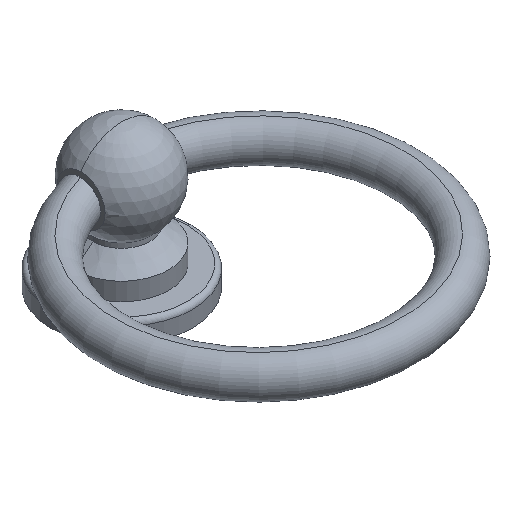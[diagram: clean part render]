
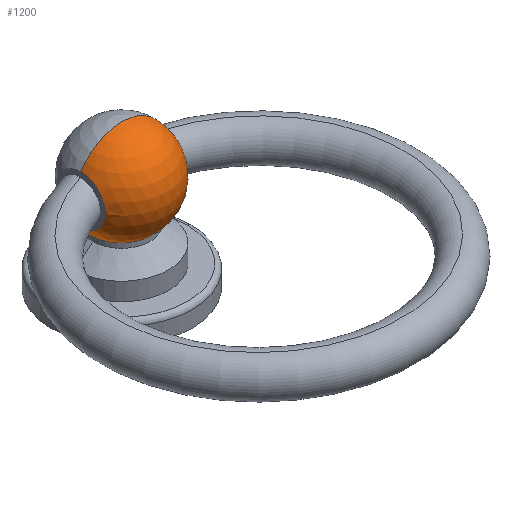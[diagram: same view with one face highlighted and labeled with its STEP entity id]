
A CAD part, isometric view. The second image highlights one B-rep face of the part: STEP entity #1200.
In plain terms, the highlighted spherical face has radius 5 mm.
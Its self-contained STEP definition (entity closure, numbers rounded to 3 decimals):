
#520=CARTESIAN_POINT('',(11.75,35.502,6.3));
#530=VERTEX_POINT('',#520);
#610=CARTESIAN_POINT('',(11.75,29.502,6.3));
#620=VERTEX_POINT('',#610);
#650=CARTESIAN_POINT('',(11.75,32.502,6.3));
#660=DIRECTION('',(0.,0.,-1.));
#670=DIRECTION('',(0.,-1.,0.));
#680=AXIS2_PLACEMENT_3D('',#650,#660,#670);
#690=CIRCLE('',#680,3.);
#700=EDGE_CURVE('',#530,#620,#690,.T.);
#750=CARTESIAN_POINT('',(11.75,32.502,10.3));
#760=DIRECTION('',(0.,0.,-1.));
#770=DIRECTION('',(0.,-1.,0.));
#780=AXIS2_PLACEMENT_3D('',#750,#760,#770);
#790=SPHERICAL_SURFACE('',#780,5.);
#800=CARTESIAN_POINT('',(11.75,32.502,10.3));
#810=DIRECTION('',(-1.,0.,0.));
#820=DIRECTION('',(0.,1.,-0.));
#830=AXIS2_PLACEMENT_3D('',#800,#810,#820);
#840=CIRCLE('',#830,5.);
#850=CARTESIAN_POINT('',(11.75,28.202,
7.749));
#860=VERTEX_POINT('',#850);
#870=EDGE_CURVE('',#620,#860,#840,.T.);
#880=ORIENTED_EDGE('',*,*,#870,.F.);
#890=CARTESIAN_POINT('',(11.75,28.202,10.3));
#900=DIRECTION('',(0.,1.,0.));
#910=DIRECTION('',(0.,0.,-1.));
#920=AXIS2_PLACEMENT_3D('',#890,#900,#910);
#930=CIRCLE('',#920,2.551);
#940=CARTESIAN_POINT('',(11.75,28.202,
12.851));
#950=VERTEX_POINT('',#940);
#960=EDGE_CURVE('',#950,#860,#930,.T.);
#970=ORIENTED_EDGE('',*,*,#960,.T.);
#980=CARTESIAN_POINT('',(11.75,32.502,15.3));
#990=VERTEX_POINT('',#980);
#1000=EDGE_CURVE('',#950,#990,#840,.T.);
#1010=ORIENTED_EDGE('',*,*,#1000,.F.);
#1020=CARTESIAN_POINT('',(11.75,36.802,
12.851));
#1030=VERTEX_POINT('',#1020);
#1040=EDGE_CURVE('',#990,#1030,#840,.T.);
#1050=ORIENTED_EDGE('',*,*,#1040,.F.);
#1060=CARTESIAN_POINT('',(11.75,36.802,10.3));
#1070=DIRECTION('',(0.,-1.,0.));
#1080=DIRECTION('',(0.,0.,1.));
#1090=AXIS2_PLACEMENT_3D('',#1060,#1070,#1080);
#1100=CIRCLE('',#1090,2.551);
#1110=CARTESIAN_POINT('',(11.75,36.802,
7.749));
#1120=VERTEX_POINT('',#1110);
#1130=EDGE_CURVE('',#1120,#1030,#1100,.T.);
#1140=ORIENTED_EDGE('',*,*,#1130,.T.);
#1150=EDGE_CURVE('',#1120,#530,#840,.T.);
#1160=ORIENTED_EDGE('',*,*,#1150,.F.);
#1170=ORIENTED_EDGE('',*,*,#700,.F.);
#1180=EDGE_LOOP('',(#1170,#1160,#1140,#1050,#1010,#970,#880));
#1190=FACE_OUTER_BOUND('',#1180,.T.);
#1200=ADVANCED_FACE('',(#1190),#790,.T.);
